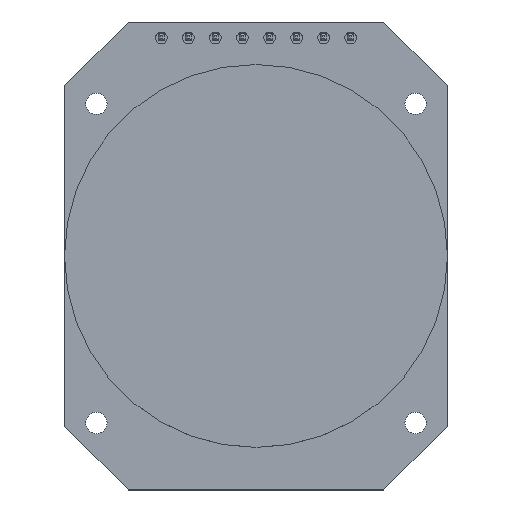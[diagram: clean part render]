
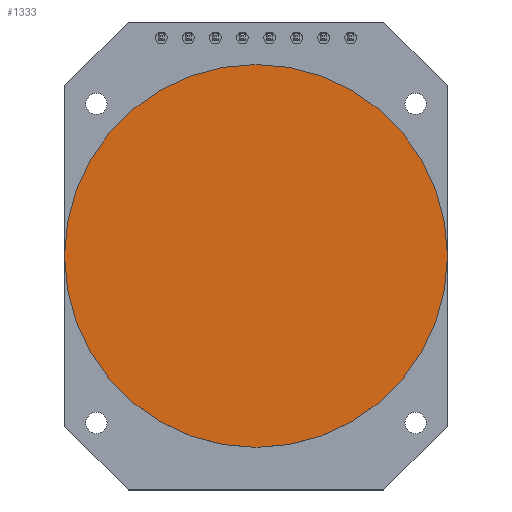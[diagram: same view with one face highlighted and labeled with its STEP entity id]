
A CAD part, top view. The second image highlights one B-rep face of the part: STEP entity #1333.
In plain terms, the highlighted planar face has unit normal (0, 0, 1).
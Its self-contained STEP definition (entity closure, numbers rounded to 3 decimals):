
#1313=AXIS2_PLACEMENT_3D('Plane Axis2P3D',#1310,#1311,#1312) ;
#1317=AXIS2_PLACEMENT_3D('Circle Axis2P3D',#1315,#1316,$) ;
#1326=AXIS2_PLACEMENT_3D('Circle Axis2P3D',#1324,#1325,$) ;
#1310=CARTESIAN_POINT('Axis2P3D Location',(0.,0.,2.7)) ;
#1315=CARTESIAN_POINT('Axis2P3D Location',(0.,0.,2.7)) ;
#1319=CARTESIAN_POINT('Vertex',(18.,0.,2.7)) ;
#1321=CARTESIAN_POINT('Vertex',(-18.,0.,2.7)) ;
#1324=CARTESIAN_POINT('Axis2P3D Location',(0.,0.,2.7)) ;
#1311=DIRECTION('Axis2P3D Direction',(0.,0.,1.)) ;
#1312=DIRECTION('Axis2P3D XDirection',(1.,0.,0.)) ;
#1316=DIRECTION('Axis2P3D Direction',(0.,0.,1.)) ;
#1325=DIRECTION('Axis2P3D Direction',(0.,0.,1.)) ;
#1330=ORIENTED_EDGE('',*,*,#1323,.T.) ;
#1331=ORIENTED_EDGE('',*,*,#1328,.T.) ;
#1333=ADVANCED_FACE('',(#1332),#1314,.T.) ;
#1318=CIRCLE('generated circle',#1317,18.) ;
#1327=CIRCLE('generated circle',#1326,18.) ;
#1323=EDGE_CURVE('',#1320,#1322,#1318,.T.) ;
#1328=EDGE_CURVE('',#1322,#1320,#1327,.T.) ;
#1329=EDGE_LOOP('',(#1330,#1331)) ;
#1332=FACE_OUTER_BOUND('',#1329,.T.) ;
#1314=PLANE('Plane',#1313) ;
#1320=VERTEX_POINT('',#1319) ;
#1322=VERTEX_POINT('',#1321) ;
